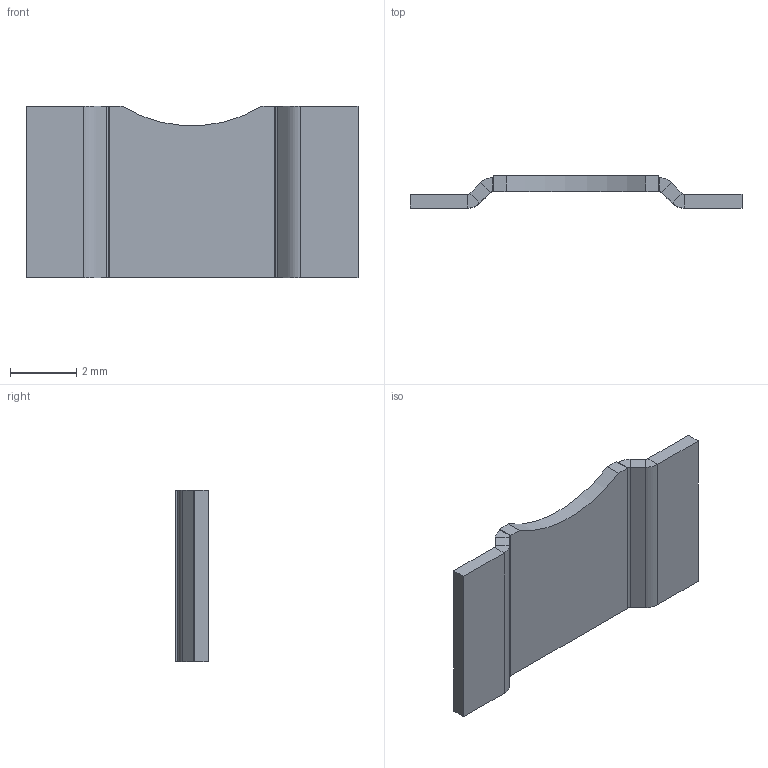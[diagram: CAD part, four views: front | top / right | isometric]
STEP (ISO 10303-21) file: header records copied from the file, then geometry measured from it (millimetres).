
FILE_DESCRIPTION(/* description */ (''),/* implementation_level */ '2;1');
FILE_NAME(/* time_stamp */ '2019-02-22T23:04:58+01:00',/* author */ (''),/* organization */ (''),/* preprocessor_version */ 'ST-DEVELOPER v17.2',/* originating_system */ 'Autodesk Translation Framework v7.6.0.251',/* authorisation */ '');
FILE_SCHEMA (('AUTOMOTIVE_DESIGN { 1 0 10303 214 3 1 1 }'));
Length unit declared in the file: millimetre
Products named in the file (6): (Unsaved); 3DMODEL-TEXT3920_ASM_3_ASM; COPPER3920__3_ASM; MANIFOLD_SOLID_BREP_547; MANIFOLD_SOLID_BREP_1090; RESISTI3920_2
Assembly tree (5 placements, depth 4):
  (Unsaved)
    3DMODEL-TEXT3920_ASM_3_ASM
      COPPER3920__3_ASM
        MANIFOLD_SOLID_BREP_547
        MANIFOLD_SOLID_BREP_1090
      RESISTI3920_2
Bounding box: 10.04 x 0.99 x 5.2 mm (x, y, z)
Volume: 23.5 mm3; surface area: 128 mm2
Topology: 3 solids, 3 shells, 52 faces, 106 edges, 60 vertices
Faces by surface type: plane 43, cylinder 9
Entity records: 1483 total; most frequent: DIRECTION 250, CARTESIAN_POINT 229, ORIENTED_EDGE 212, EDGE_CURVE 106, LINE 88, VECTOR 88, AXIS2_PLACEMENT_3D 81, VERTEX_POINT 60
